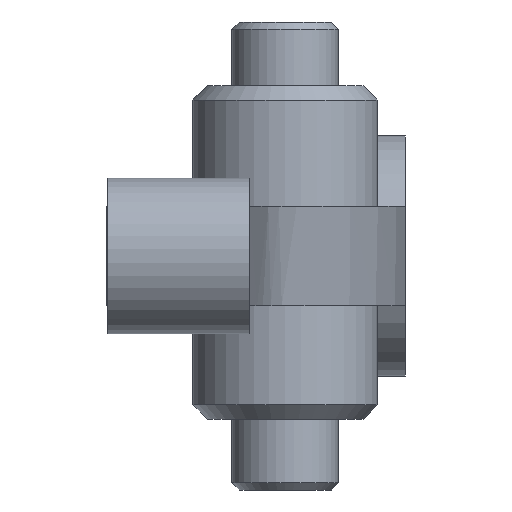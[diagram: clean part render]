
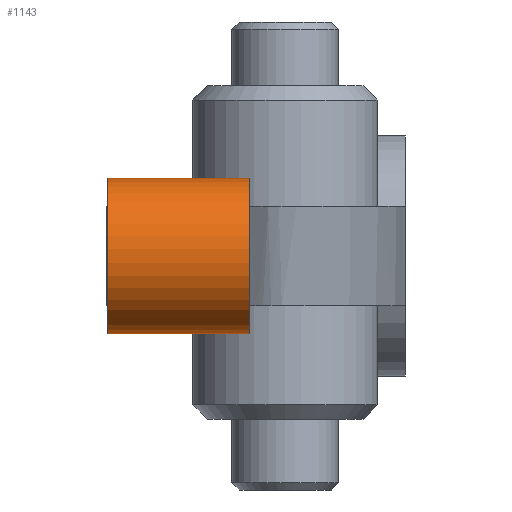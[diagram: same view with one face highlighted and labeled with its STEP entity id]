
A CAD part, left-side view. The second image highlights one B-rep face of the part: STEP entity #1143.
In plain terms, the highlighted cylindrical face has radius 5.5 mm (diameter 11 mm), a partial arc.
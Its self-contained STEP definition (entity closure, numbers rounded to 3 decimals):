
#102=CYLINDRICAL_SURFACE('',#1274,5.5);
#156=FACE_OUTER_BOUND('',#236,.T.);
#236=EDGE_LOOP('',(#998,#999,#1000,#1001));
#341=LINE('',#2035,#434);
#343=LINE('',#2067,#436);
#434=VECTOR('',#1572,10.);
#436=VECTOR('',#1578,10.);
#498=CIRCLE('',#1275,5.5);
#499=CIRCLE('',#1276,5.5);
#598=VERTEX_POINT('',#2032);
#599=VERTEX_POINT('',#2034);
#601=VERTEX_POINT('',#2064);
#602=VERTEX_POINT('',#2066);
#745=EDGE_CURVE('',#598,#599,#341,.T.);
#748=EDGE_CURVE('',#601,#598,#498,.T.);
#749=EDGE_CURVE('',#602,#601,#343,.T.);
#750=EDGE_CURVE('',#599,#602,#499,.T.);
#998=ORIENTED_EDGE('',*,*,#748,.F.);
#999=ORIENTED_EDGE('',*,*,#749,.F.);
#1000=ORIENTED_EDGE('',*,*,#750,.F.);
#1001=ORIENTED_EDGE('',*,*,#745,.F.);
#1143=ADVANCED_FACE('',(#156),#102,.T.);
#1274=AXIS2_PLACEMENT_3D('',#2063,#1574,#1575);
#1275=AXIS2_PLACEMENT_3D('',#2065,#1576,#1577);
#1276=AXIS2_PLACEMENT_3D('',#2068,#1579,#1580);
#1572=DIRECTION('',(0.,-1.,0.));
#1574=DIRECTION('center_axis',(0.,-1.,0.));
#1575=DIRECTION('ref_axis',(-1.,0.,0.));
#1576=DIRECTION('center_axis',(0.,1.,0.));
#1577=DIRECTION('ref_axis',(-1.,0.,0.));
#1578=DIRECTION('',(0.,1.,0.));
#1579=DIRECTION('center_axis',(0.,-1.,0.));
#1580=DIRECTION('ref_axis',(-1.,0.,0.));
#2032=CARTESIAN_POINT('',(4.243,10.,3.5));
#2034=CARTESIAN_POINT('',(4.243,0.,3.5));
#2035=CARTESIAN_POINT('',(4.243,10.,3.5));
#2063=CARTESIAN_POINT('Origin',(0.,10.,0.));
#2064=CARTESIAN_POINT('',(4.243,10.,-3.5));
#2065=CARTESIAN_POINT('Origin',(0.,10.,0.));
#2066=CARTESIAN_POINT('',(4.243,0.,-3.5));
#2067=CARTESIAN_POINT('',(4.243,10.,-3.5));
#2068=CARTESIAN_POINT('Origin',(0.,0.,0.));
